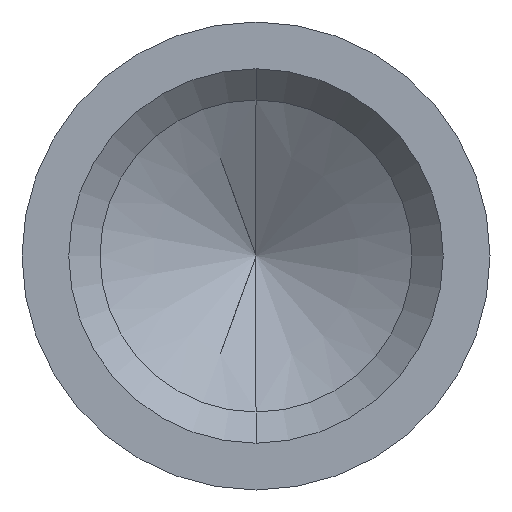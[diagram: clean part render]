
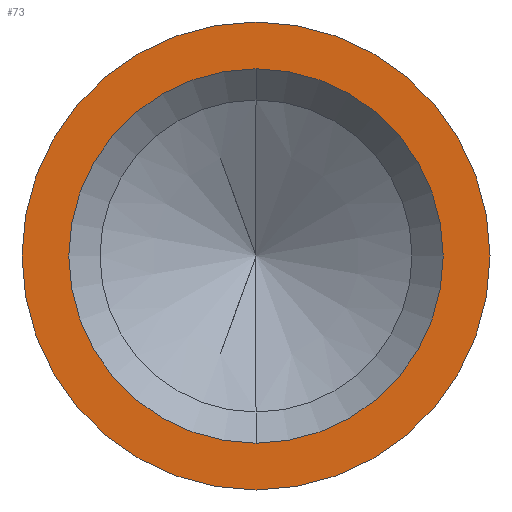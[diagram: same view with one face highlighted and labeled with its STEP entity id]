
A CAD part, front view. The second image highlights one B-rep face of the part: STEP entity #73.
In plain terms, the highlighted planar face has unit normal (0, -1, 0).
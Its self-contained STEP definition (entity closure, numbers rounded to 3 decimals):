
#5 = DIRECTION ( 'NONE',  ( 0., 0., 1. ) ) ;
#16 = DIRECTION ( 'NONE',  ( 0., 0., 1. ) ) ;
#22 = EDGE_CURVE ( 'NONE', #421, #477, #461, .T. ) ;
#24 = AXIS2_PLACEMENT_3D ( 'NONE', #296, #446, #5 ) ;
#38 = CIRCLE ( 'NONE', #103, 3.75 ) ;
#43 = EDGE_CURVE ( 'NONE', #477, #421, #198, .T. ) ;
#50 = DIRECTION ( 'NONE',  ( 0., 1., 0. ) ) ;
#68 = EDGE_LOOP ( 'NONE', ( #387, #135 ) ) ;
#73 = ADVANCED_FACE ( 'NONE', ( #190, #202 ), #282, .F. ) ;
#85 = AXIS2_PLACEMENT_3D ( 'NONE', #334, #50, #119 ) ;
#90 = CARTESIAN_POINT ( 'NONE',  ( 0., 0., 0. ) ) ;
#94 = AXIS2_PLACEMENT_3D ( 'NONE', #431, #163, #16 ) ;
#101 = CARTESIAN_POINT ( 'NONE',  ( 0., 0., 0. ) ) ;
#102 = DIRECTION ( 'NONE',  ( 0., 1., 0. ) ) ;
#103 = AXIS2_PLACEMENT_3D ( 'NONE', #101, #102, #287 ) ;
#118 = AXIS2_PLACEMENT_3D ( 'NONE', #90, #381, #383 ) ;
#119 = DIRECTION ( 'NONE',  ( 0., 0., 1. ) ) ;
#125 = EDGE_CURVE ( 'NONE', #175, #209, #38, .T. ) ;
#130 = CARTESIAN_POINT ( 'NONE',  ( 0., 0., -3.75 ) ) ;
#135 = ORIENTED_EDGE ( 'NONE', *, *, #43, .T. ) ;
#158 = EDGE_LOOP ( 'NONE', ( #264, #170 ) ) ;
#163 = DIRECTION ( 'NONE',  ( 0., 1., 0. ) ) ;
#170 = ORIENTED_EDGE ( 'NONE', *, *, #453, .F. ) ;
#175 = VERTEX_POINT ( 'NONE', #393 ) ;
#190 = FACE_BOUND ( 'NONE', #68, .T. ) ;
#198 = CIRCLE ( 'NONE', #85, 3. ) ;
#202 = FACE_OUTER_BOUND ( 'NONE', #158, .T. ) ;
#209 = VERTEX_POINT ( 'NONE', #130 ) ;
#264 = ORIENTED_EDGE ( 'NONE', *, *, #125, .F. ) ;
#282 = PLANE ( 'NONE',  #94 ) ;
#287 = DIRECTION ( 'NONE',  ( 0., 0., 1. ) ) ;
#296 = CARTESIAN_POINT ( 'NONE',  ( 0., 0., 0. ) ) ;
#329 = CARTESIAN_POINT ( 'NONE',  ( 0., 0., 3. ) ) ;
#334 = CARTESIAN_POINT ( 'NONE',  ( 0., 0., 0. ) ) ;
#381 = DIRECTION ( 'NONE',  ( 0., 1., 0. ) ) ;
#383 = DIRECTION ( 'NONE',  ( 0., 0., 1. ) ) ;
#387 = ORIENTED_EDGE ( 'NONE', *, *, #22, .T. ) ;
#393 = CARTESIAN_POINT ( 'NONE',  ( 0., 0., 3.75 ) ) ;
#412 = CARTESIAN_POINT ( 'NONE',  ( 0., 0., -3. ) ) ;
#421 = VERTEX_POINT ( 'NONE', #412 ) ;
#431 = CARTESIAN_POINT ( 'NONE',  ( 3.75, 0., 0. ) ) ;
#446 = DIRECTION ( 'NONE',  ( 0., 1., 0. ) ) ;
#453 = EDGE_CURVE ( 'NONE', #209, #175, #482, .T. ) ;
#461 = CIRCLE ( 'NONE', #118, 3. ) ;
#477 = VERTEX_POINT ( 'NONE', #329 ) ;
#482 = CIRCLE ( 'NONE', #24, 3.75 ) ;
